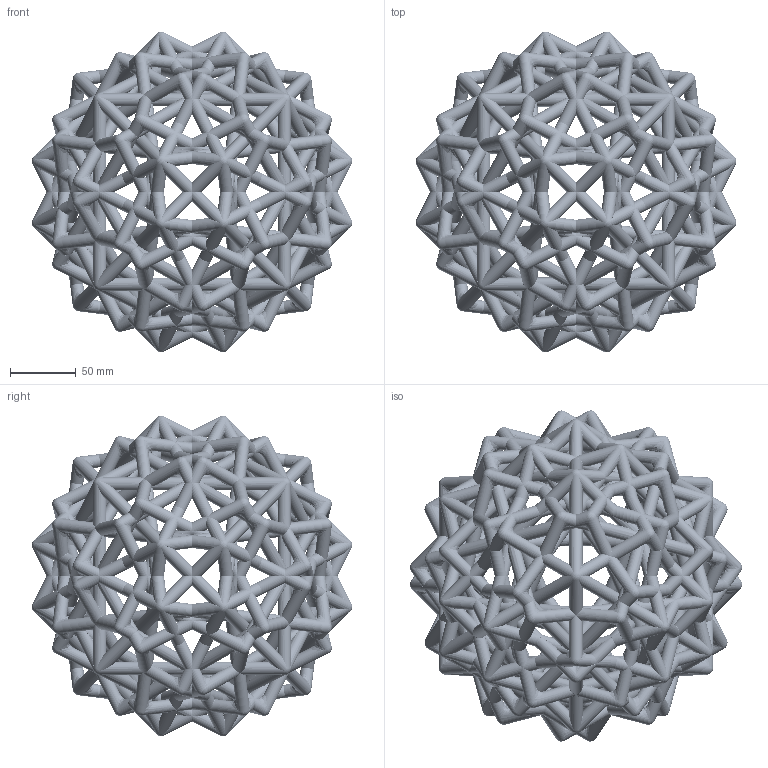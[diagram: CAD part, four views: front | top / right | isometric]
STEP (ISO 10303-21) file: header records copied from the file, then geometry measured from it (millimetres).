
FILE_DESCRIPTION(('FreeCAD Model'),'2;1');
FILE_NAME('Open CASCADE Shape Model','2025-05-04T06:18:40',('FreeCAD'),( 'FreeCAD'),'Open CASCADE STEP processor 7.6','FreeCAD','Unknown');
FILE_SCHEMA(('AUTOMOTIVE_DESIGN { 1 0 10303 214 1 1 1 1 }'));
Products named in the file (1): Open CASCADE STEP translator 7.6 1
Bounding box: 243.31 x 243.31 x 243.31 mm (x, y, z)
Volume: 1650992.4 mm3; surface area: 525332.2 mm2
Topology: 1 solids, 1 shells, 6380 faces, 16980 edges, 6616 vertices
Faces by surface type: bspline 4008, sphere 1220, cylinder 1152
Full cylindrical faces by diameter (mm): 10 x792
Entity records: 387619 total; most frequent: CARTESIAN_POINT 257722, ORIENTED_EDGE 28328, DIRECTION 27226, EDGE_CURVE 14164, AXIS2_PLACEMENT_3D 13613, VERTEX_POINT 6628, FACE_BOUND 6500, EDGE_LOOP 6500
